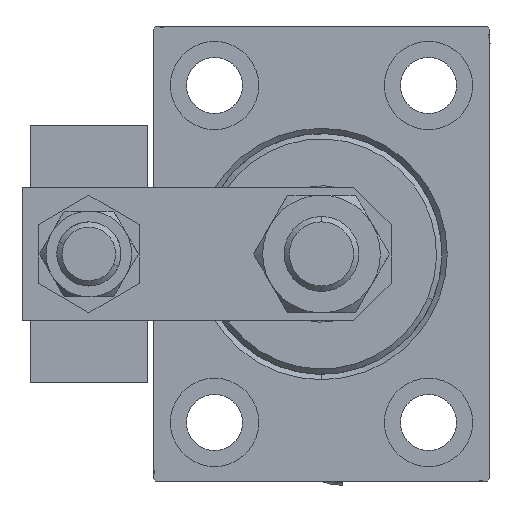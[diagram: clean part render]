
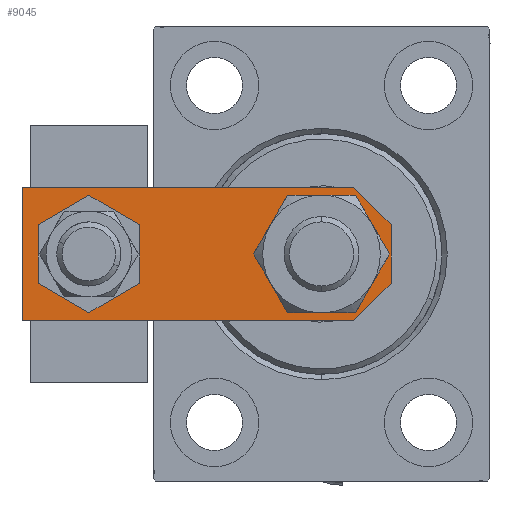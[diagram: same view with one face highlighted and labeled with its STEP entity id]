
A CAD part, left-side view. The second image highlights one B-rep face of the part: STEP entity #9045.
In plain terms, the highlighted face is planar.
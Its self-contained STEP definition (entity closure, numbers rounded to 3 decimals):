
#101 = ORIENTED_EDGE ( 'NONE', *, *, #29316, .T. ) ;
#495 = CIRCLE ( 'NONE', #10417, 8.25 ) ;
#547 = FACE_BOUND ( 'NONE', #32527, .T. ) ;
#567 = AXIS2_PLACEMENT_3D ( 'NONE', #5557, #9448, #32512 ) ;
#793 = EDGE_CURVE ( 'NONE', #20189, #43796, #12955, .T. ) ;
#982 = LINE ( 'NONE', #25068, #7692 ) ;
#1210 = EDGE_CURVE ( 'NONE', #37388, #11202, #49387, .T. ) ;
#1916 = DIRECTION ( 'NONE',  ( 0., -1., 0. ) ) ;
#3028 = ORIENTED_EDGE ( 'NONE', *, *, #793, .F. ) ;
#4184 = FACE_BOUND ( 'NONE', #38063, .T. ) ;
#4430 = CARTESIAN_POINT ( 'NONE',  ( 0., 0., 8. ) ) ;
#5100 = DIRECTION ( 'NONE',  ( 1., 0., 0. ) ) ;
#5366 = DIRECTION ( 'NONE',  ( 1., 0., 0. ) ) ;
#5557 = CARTESIAN_POINT ( 'NONE',  ( 0., 13., 8. ) ) ;
#6064 = CARTESIAN_POINT ( 'NONE',  ( -5.5, 0., 8. ) ) ;
#6779 = ORIENTED_EDGE ( 'NONE', *, *, #37461, .F. ) ;
#7692 = VECTOR ( 'NONE', #5366, 1000. ) ;
#8933 = CARTESIAN_POINT ( 'NONE',  ( 8.25, 13., 8. ) ) ;
#9045 = ADVANCED_FACE ( 'NONE', ( #547, #16365, #4184 ), #32146, .T. ) ;
#9162 = CARTESIAN_POINT ( 'NONE',  ( -7., 56.5, 8. ) ) ;
#9448 = DIRECTION ( 'NONE',  ( 0., 0., 1. ) ) ;
#9586 = CARTESIAN_POINT ( 'NONE',  ( -8.25, 13., 8. ) ) ;
#9669 = VERTEX_POINT ( 'NONE', #32784 ) ;
#9895 = ORIENTED_EDGE ( 'NONE', *, *, #48110, .F. ) ;
#9960 = AXIS2_PLACEMENT_3D ( 'NONE', #4430, #47697, #51084 ) ;
#9962 = EDGE_LOOP ( 'NONE', ( #28834, #101, #38454, #49676, #37426, #23175 ) ) ;
#10207 = LINE ( 'NONE', #49584, #23750 ) ;
#10402 = VERTEX_POINT ( 'NONE', #31335 ) ;
#10417 = AXIS2_PLACEMENT_3D ( 'NONE', #41610, #21164, #5100 ) ;
#11202 = VERTEX_POINT ( 'NONE', #9162 ) ;
#12955 = CIRCLE ( 'NONE', #567, 8.25 ) ;
#14740 = VECTOR ( 'NONE', #19759, 1000. ) ;
#14967 = VERTEX_POINT ( 'NONE', #15465 ) ;
#15068 = CARTESIAN_POINT ( 'NONE',  ( 12.5, 0., 8. ) ) ;
#15465 = CARTESIAN_POINT ( 'NONE',  ( -12.5, 7., 8. ) ) ;
#16365 = FACE_OUTER_BOUND ( 'NONE', #9962, .T. ) ;
#17267 = CARTESIAN_POINT ( 'NONE',  ( 12.5, 7., 8. ) ) ;
#19456 = CARTESIAN_POINT ( 'NONE',  ( 12.5, 69., 8. ) ) ;
#19759 = DIRECTION ( 'NONE',  ( 0.707, 0.707, 0. ) ) ;
#20189 = VERTEX_POINT ( 'NONE', #8933 ) ;
#20213 = LINE ( 'NONE', #15068, #30412 ) ;
#21164 = DIRECTION ( 'NONE',  ( 0., 0., 1. ) ) ;
#23175 = ORIENTED_EDGE ( 'NONE', *, *, #32681, .T. ) ;
#23249 = ORIENTED_EDGE ( 'NONE', *, *, #1210, .F. ) ;
#23734 = VERTEX_POINT ( 'NONE', #23910 ) ;
#23750 = VECTOR ( 'NONE', #1916, 1000. ) ;
#23910 = CARTESIAN_POINT ( 'NONE',  ( 12.5, 69., 8. ) ) ;
#25068 = CARTESIAN_POINT ( 'NONE',  ( -12.5, 0., 8. ) ) ;
#25861 = LINE ( 'NONE', #26876, #32562 ) ;
#26637 = EDGE_CURVE ( 'NONE', #42029, #10402, #982, .T. ) ;
#26876 = CARTESIAN_POINT ( 'NONE',  ( -2.75, -2.75, 8. ) ) ;
#27075 = AXIS2_PLACEMENT_3D ( 'NONE', #37134, #41014, #40506 ) ;
#28402 = LINE ( 'NONE', #19456, #30177 ) ;
#28742 = DIRECTION ( 'NONE',  ( 1., 0., 0. ) ) ;
#28834 = ORIENTED_EDGE ( 'NONE', *, *, #48158, .T. ) ;
#29316 = EDGE_CURVE ( 'NONE', #14967, #42029, #25861, .T. ) ;
#29533 = CIRCLE ( 'NONE', #27075, 7. ) ;
#30177 = VECTOR ( 'NONE', #48358, 1000. ) ;
#30412 = VECTOR ( 'NONE', #47665, 1000. ) ;
#31335 = CARTESIAN_POINT ( 'NONE',  ( 5.5, 0., 8. ) ) ;
#31400 = LINE ( 'NONE', #47209, #14740 ) ;
#32146 = PLANE ( 'NONE',  #9960 ) ;
#32512 = DIRECTION ( 'NONE',  ( 1., 0., 0. ) ) ;
#32527 = EDGE_LOOP ( 'NONE', ( #9895, #23249 ) ) ;
#32562 = VECTOR ( 'NONE', #42668, 1000. ) ;
#32644 = CARTESIAN_POINT ( 'NONE',  ( 0., 56.5, 8. ) ) ;
#32681 = EDGE_CURVE ( 'NONE', #23734, #9669, #28402, .T. ) ;
#32784 = CARTESIAN_POINT ( 'NONE',  ( -12.5, 69., 8. ) ) ;
#37134 = CARTESIAN_POINT ( 'NONE',  ( 0., 56.5, 8. ) ) ;
#37388 = VERTEX_POINT ( 'NONE', #40059 ) ;
#37426 = ORIENTED_EDGE ( 'NONE', *, *, #41618, .T. ) ;
#37461 = EDGE_CURVE ( 'NONE', #43796, #20189, #495, .T. ) ;
#38063 = EDGE_LOOP ( 'NONE', ( #6779, #3028 ) ) ;
#38454 = ORIENTED_EDGE ( 'NONE', *, *, #26637, .T. ) ;
#40059 = CARTESIAN_POINT ( 'NONE',  ( 7., 56.5, 8. ) ) ;
#40506 = DIRECTION ( 'NONE',  ( 1., 0., 0. ) ) ;
#41014 = DIRECTION ( 'NONE',  ( 0., 0., 1. ) ) ;
#41610 = CARTESIAN_POINT ( 'NONE',  ( 0., 13., 8. ) ) ;
#41618 = EDGE_CURVE ( 'NONE', #51102, #23734, #20213, .T. ) ;
#42029 = VERTEX_POINT ( 'NONE', #6064 ) ;
#42668 = DIRECTION ( 'NONE',  ( 0.707, -0.707, 0. ) ) ;
#43796 = VERTEX_POINT ( 'NONE', #9586 ) ;
#46070 = AXIS2_PLACEMENT_3D ( 'NONE', #32644, #48441, #28742 ) ;
#47209 = CARTESIAN_POINT ( 'NONE',  ( 2.75, -2.75, 8. ) ) ;
#47665 = DIRECTION ( 'NONE',  ( 0., 1., 0. ) ) ;
#47697 = DIRECTION ( 'NONE',  ( 0., 0., 1. ) ) ;
#48110 = EDGE_CURVE ( 'NONE', #11202, #37388, #29533, .T. ) ;
#48158 = EDGE_CURVE ( 'NONE', #9669, #14967, #10207, .T. ) ;
#48358 = DIRECTION ( 'NONE',  ( -1., 0., 0. ) ) ;
#48441 = DIRECTION ( 'NONE',  ( 0., 0., 1. ) ) ;
#49387 = CIRCLE ( 'NONE', #46070, 7. ) ;
#49584 = CARTESIAN_POINT ( 'NONE',  ( -12.5, 69., 8. ) ) ;
#49656 = EDGE_CURVE ( 'NONE', #10402, #51102, #31400, .T. ) ;
#49676 = ORIENTED_EDGE ( 'NONE', *, *, #49656, .T. ) ;
#51084 = DIRECTION ( 'NONE',  ( 1., 0., 0. ) ) ;
#51102 = VERTEX_POINT ( 'NONE', #17267 ) ;
